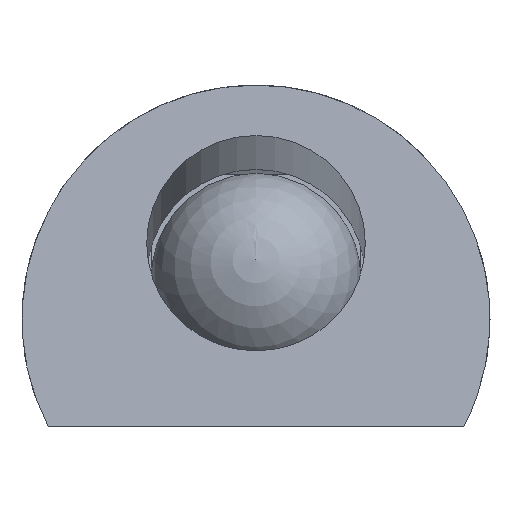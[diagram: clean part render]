
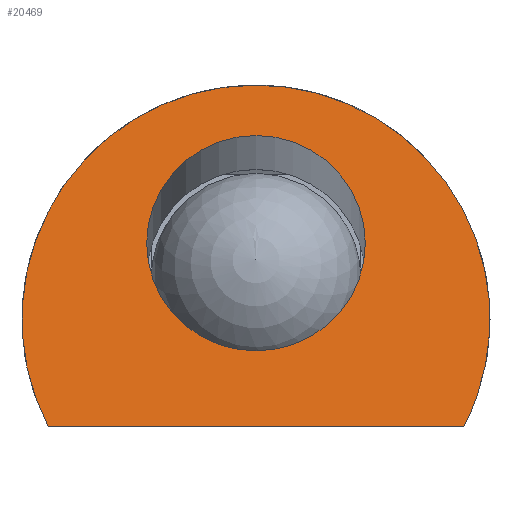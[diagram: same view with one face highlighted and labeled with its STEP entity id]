
A CAD part, front view. The second image highlights one B-rep face of the part: STEP entity #20469.
In plain terms, the highlighted planar face has unit normal (0, -0.985, 0.174).
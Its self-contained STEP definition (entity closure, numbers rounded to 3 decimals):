
#370=ELLIPSE('',#21962,26.076,25.68);
#380=FACE_BOUND('',#3008,.T.);
#544=CIRCLE('',#21954,12.);
#1801=FACE_OUTER_BOUND('',#3007,.T.);
#3007=EDGE_LOOP('',(#13886,#13887));
#3008=EDGE_LOOP('',(#13888));
#4401=LINE('',#27668,#6567);
#6567=VECTOR('',#23215,10.);
#8689=VERTEX_POINT('',#27627);
#8702=VERTEX_POINT('',#27666);
#8703=VERTEX_POINT('',#27667);
#10731=EDGE_CURVE('',#8689,#8689,#544,.T.);
#10749=EDGE_CURVE('',#8702,#8703,#4401,.T.);
#10750=EDGE_CURVE('',#8703,#8702,#370,.T.);
#13886=ORIENTED_EDGE('',*,*,#10749,.F.);
#13887=ORIENTED_EDGE('',*,*,#10750,.F.);
#13888=ORIENTED_EDGE('',*,*,#10731,.T.);
#19693=PLANE('',#21961);
#20469=ADVANCED_FACE('',(#1801,#380),#19693,.T.);
#21954=AXIS2_PLACEMENT_3D('',#27629,#23182,#23183);
#21961=AXIS2_PLACEMENT_3D('',#27665,#23213,#23214);
#21962=AXIS2_PLACEMENT_3D('',#27669,#23216,#23217);
#23182=DIRECTION('center_axis',(0.,0.985,-0.174));
#23183=DIRECTION('ref_axis',(0.,-0.174,-0.985));
#23213=DIRECTION('center_axis',(0.,-0.985,0.174));
#23214=DIRECTION('ref_axis',(0.,-0.174,-0.985));
#23215=DIRECTION('',(-1.,0.,0.));
#23216=DIRECTION('center_axis',(0.,0.985,-0.174));
#23217=DIRECTION('ref_axis',(0.,0.174,0.985));
#27627=CARTESIAN_POINT('',(0.,-22.582,15.638));
#27629=CARTESIAN_POINT('Origin',(0.,-24.666,
3.82));
#27665=CARTESIAN_POINT('Origin',(0.,-24.192,
6.51));
#27666=CARTESIAN_POINT('',(22.793,-28.22,-16.339));
#27667=CARTESIAN_POINT('',(-22.793,-28.22,-16.339));
#27668=CARTESIAN_POINT('',(9.164,-28.22,-16.339));
#27669=CARTESIAN_POINT('Origin',(0.,-26.134,
-4.508));
